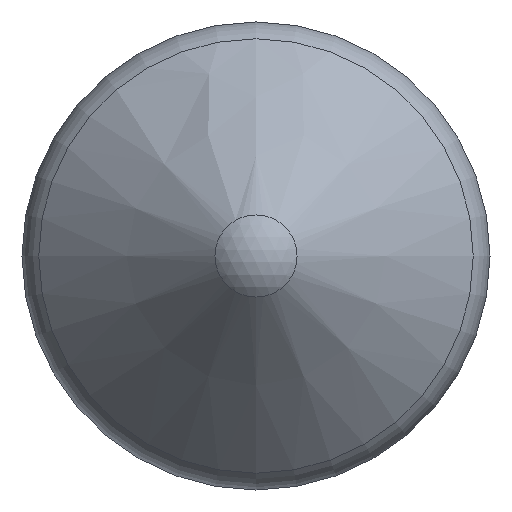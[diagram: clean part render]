
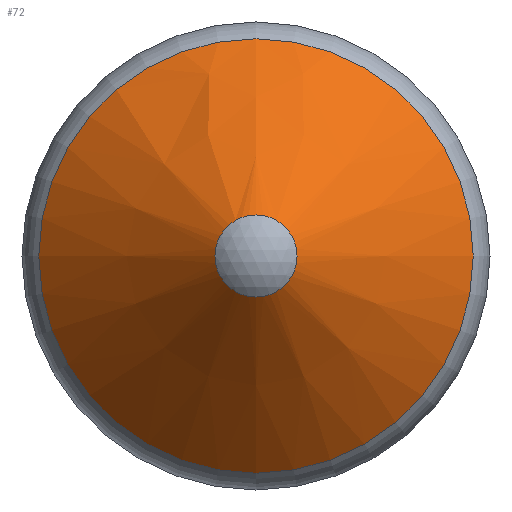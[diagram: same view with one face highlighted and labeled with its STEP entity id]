
A CAD part, front view. The second image highlights one B-rep face of the part: STEP entity #72.
In plain terms, the highlighted free-form (B-spline) face has degree [2, 2] with [3, 9] control points.
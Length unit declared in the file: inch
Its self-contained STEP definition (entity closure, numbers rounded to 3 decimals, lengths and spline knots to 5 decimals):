
#15=(
BOUNDED_SURFACE()
B_SPLINE_SURFACE(2,2,((#140,#141,#142,#143,#144,#145,#146,#147,#148),(#149,
#150,#151,#152,#153,#154,#155,#156,#157),(#158,#159,#160,#161,#162,#163,
#164,#165,#166)),.UNSPECIFIED.,.F.,.T.,.F.)
B_SPLINE_SURFACE_WITH_KNOTS((3,3),(3,2,2,2,3),(0.77708,0.79372),
(-3.14159,-1.5708,0.,1.5708,3.14159),
 .UNSPECIFIED.)
GEOMETRIC_REPRESENTATION_ITEM()
RATIONAL_B_SPLINE_SURFACE(((1.,0.707,1.,0.707,1.,
0.707,1.,0.707,1.),(1.,0.707,
1.,0.707,1.,0.707,
1.,0.707,1.),(1.,0.707,
1.,0.707,1.,0.707,1.,0.707,1.)))
REPRESENTATION_ITEM('')
SURFACE()
);
#25=FACE_OUTER_BOUND('',#30,.T.);
#30=EDGE_LOOP('',(#63,#64,#65,#66));
#31=CIRCLE('',#88,0.06574);
#35=CIRCLE('',#95,0.34809);
#37=CIRCLE('',#97,24.);
#38=VERTEX_POINT('',#125);
#42=VERTEX_POINT('',#137);
#43=EDGE_CURVE('',#38,#38,#31,.T.);
#48=EDGE_CURVE('',#42,#42,#35,.T.);
#50=EDGE_CURVE('',#38,#42,#37,.T.);
#63=ORIENTED_EDGE('',*,*,#43,.F.);
#64=ORIENTED_EDGE('',*,*,#50,.T.);
#65=ORIENTED_EDGE('',*,*,#48,.T.);
#66=ORIENTED_EDGE('',*,*,#50,.F.);
#72=ADVANCED_FACE('',(#25),#15,.F.);
#88=AXIS2_PLACEMENT_3D('',#126,#102,#103);
#95=AXIS2_PLACEMENT_3D('',#138,#117,#118);
#97=AXIS2_PLACEMENT_3D('',#167,#121,#122);
#102=DIRECTION('center_axis',(0.,-1.,0.));
#103=DIRECTION('ref_axis',(1.,0.,0.));
#117=DIRECTION('center_axis',(0.,-1.,0.));
#118=DIRECTION('ref_axis',(1.,0.,0.));
#121=DIRECTION('center_axis',(-1.,0.,0.));
#122=DIRECTION('ref_axis',(0.,0.,1.));
#125=CARTESIAN_POINT('',(0.,0.02691,0.06574));
#126=CARTESIAN_POINT('Origin',(0.,0.02691,
0.));
#137=CARTESIAN_POINT('',(0.,0.30926,0.34809));
#138=CARTESIAN_POINT('Origin',(0.,0.30926,
0.));
#140=CARTESIAN_POINT('Ctrl Pts',(0.,0.30926,
0.34809));
#141=CARTESIAN_POINT('Ctrl Pts',(-0.34809,0.30926,0.34809));
#142=CARTESIAN_POINT('Ctrl Pts',(-0.34809,0.30926,0.));
#143=CARTESIAN_POINT('Ctrl Pts',(-0.34809,0.30926,-0.34809));
#144=CARTESIAN_POINT('Ctrl Pts',(0.,0.30926,
-0.34809));
#145=CARTESIAN_POINT('Ctrl Pts',(0.34809,0.30926,-0.34809));
#146=CARTESIAN_POINT('Ctrl Pts',(0.34809,0.30926,0.));
#147=CARTESIAN_POINT('Ctrl Pts',(0.34809,0.30926,0.34809));
#148=CARTESIAN_POINT('Ctrl Pts',(0.,0.30926,
0.34809));
#149=CARTESIAN_POINT('Ctrl Pts',(0.,0.16691,
0.20809));
#150=CARTESIAN_POINT('Ctrl Pts',(-0.20809,0.16691,0.20809));
#151=CARTESIAN_POINT('Ctrl Pts',(-0.20809,0.16691,0.));
#152=CARTESIAN_POINT('Ctrl Pts',(-0.20809,0.16691,-0.20809));
#153=CARTESIAN_POINT('Ctrl Pts',(0.,0.16691,
-0.20809));
#154=CARTESIAN_POINT('Ctrl Pts',(0.20809,0.16691,-0.20809));
#155=CARTESIAN_POINT('Ctrl Pts',(0.20809,0.16691,0.));
#156=CARTESIAN_POINT('Ctrl Pts',(0.20809,0.16691,0.20809));
#157=CARTESIAN_POINT('Ctrl Pts',(0.,0.16691,
0.20809));
#158=CARTESIAN_POINT('Ctrl Pts',(0.,0.02691,
0.06574));
#159=CARTESIAN_POINT('Ctrl Pts',(-0.06574,0.02691,0.06574));
#160=CARTESIAN_POINT('Ctrl Pts',(-0.06574,0.02691,
0.));
#161=CARTESIAN_POINT('Ctrl Pts',(-0.06574,0.02691,
-0.06574));
#162=CARTESIAN_POINT('Ctrl Pts',(0.,0.02691,
-0.06574));
#163=CARTESIAN_POINT('Ctrl Pts',(0.06574,0.02691,
-0.06574));
#164=CARTESIAN_POINT('Ctrl Pts',(0.06574,0.02691,
0.));
#165=CARTESIAN_POINT('Ctrl Pts',(0.06574,0.02691,
0.06574));
#166=CARTESIAN_POINT('Ctrl Pts',(0.,0.02691,
0.06574));
#167=CARTESIAN_POINT('Origin',(0.,17.13806,-16.76306));
